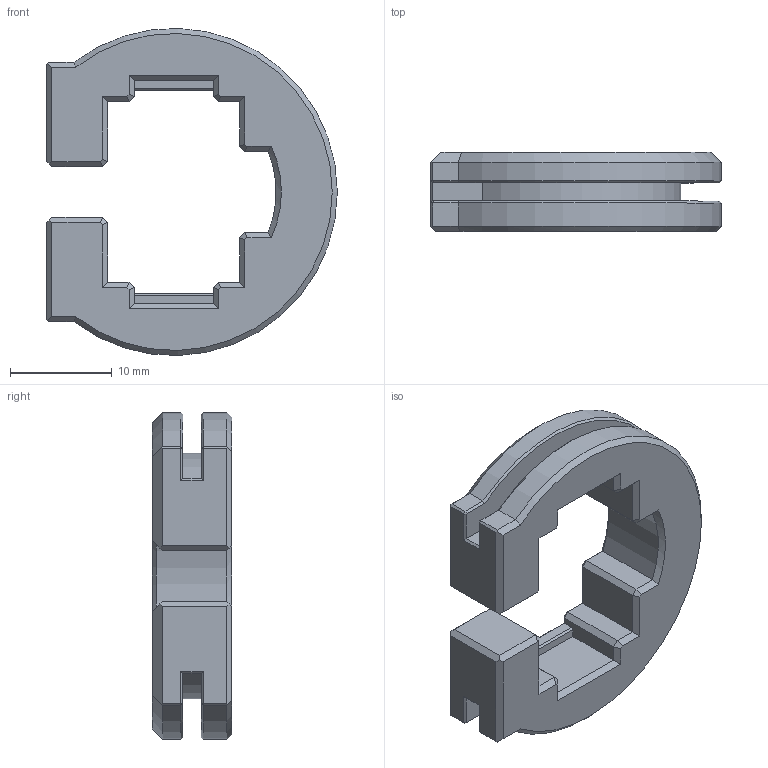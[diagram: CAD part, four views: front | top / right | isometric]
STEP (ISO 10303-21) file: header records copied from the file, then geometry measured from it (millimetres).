
FILE_DESCRIPTION(/* description */ (''),/* implementation_level */ '2;1');
FILE_NAME(/* name */ 'PSUThing.step',/* time_stamp */ '2020-09-29T14:48:38+02:00',/* author */ (''),/* organization */ (''),/* preprocessor_version */ 'ST-DEVELOPER v18.1',/* originating_system */ 'Autodesk Translation Framework v9.3.0.1241',/* authorisation */ '');
FILE_SCHEMA (('AUTOMOTIVE_DESIGN { 1 0 10303 214 3 1 1 }'));
Length unit declared in the file: millimetre
Products named in the file (1): Fusion-Komponente
Bounding box: 28.6 x 7.8 x 32.19 mm (x, y, z)
Volume: 2946.3 mm3; surface area: 2667.9 mm2
Topology: 1 solids, 1 shells, 132 faces, 322 edges, 192 vertices
Faces by surface type: plane 122, cone 6, cylinder 4
Entity records: 3761 total; most frequent: CARTESIAN_POINT 683, ORIENTED_EDGE 644, DIRECTION 590, EDGE_CURVE 322, LINE 296, VECTOR 296, VERTEX_POINT 192, AXIS2_PLACEMENT_3D 147
